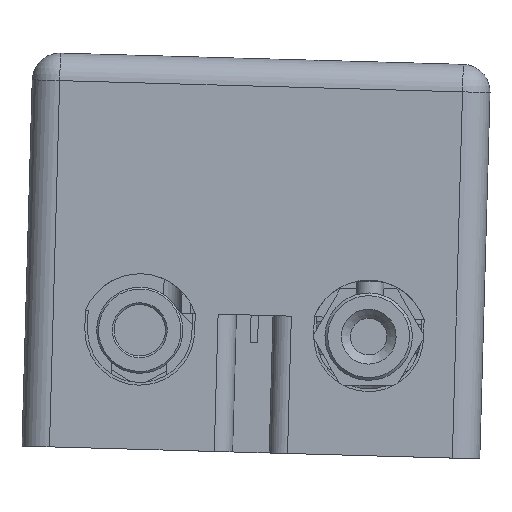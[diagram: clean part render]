
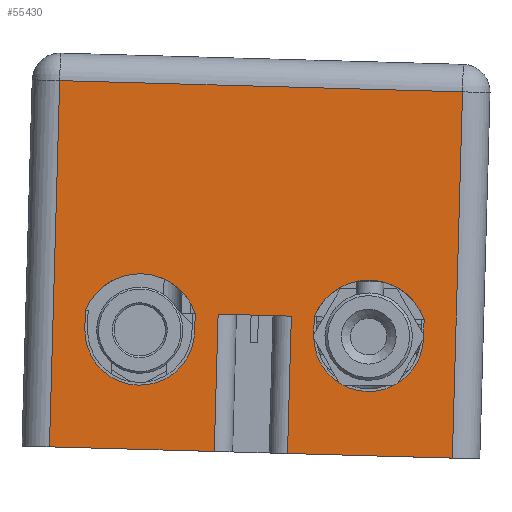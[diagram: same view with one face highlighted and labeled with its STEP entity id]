
A CAD part, front view. The second image highlights one B-rep face of the part: STEP entity #55430.
In plain terms, the highlighted planar face has unit normal (0, -1, 0).
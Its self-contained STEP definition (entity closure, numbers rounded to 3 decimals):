
#388=FACE_BOUND('',#20418,.T.);
#389=FACE_BOUND('',#20419,.T.);
#2363=LINE('',#80363,#7991);
#2486=LINE('',#80830,#8114);
#6994=LINE('',#99720,#12622);
#6997=LINE('',#99728,#12625);
#7000=LINE('',#99739,#12628);
#7002=LINE('',#99744,#12630);
#7004=LINE('',#99748,#12632);
#7005=LINE('',#99749,#12633);
#7006=LINE('',#99751,#12634);
#7007=LINE('',#99754,#12635);
#7008=LINE('',#99756,#12636);
#7009=LINE('',#99759,#12637);
#7991=VECTOR('',#61442,4.);
#8114=VECTOR('',#61823,22.);
#12622=VECTOR('',#73655,7.5);
#12625=VECTOR('',#73664,9.);
#12628=VECTOR('',#73673,9.);
#12630=VECTOR('',#73679,7.5);
#12632=VECTOR('',#73685,20.);
#12633=VECTOR('',#73686,20.);
#12634=VECTOR('',#73687,1.);
#12635=VECTOR('',#73690,1.);
#12636=VECTOR('',#73691,1.);
#12637=VECTOR('',#73694,1.);
#17292=FACE_OUTER_BOUND('',#20417,.T.);
#20417=EDGE_LOOP('',(#50489,#50490,#50491,#50492,#50493,#50494,#50495,#50496));
#20418=EDGE_LOOP('',(#50497,#50498,#50499,#50500));
#20419=EDGE_LOOP('',(#50501,#50502,#50503,#50504));
#20608=CIRCLE('',#55958,3.2);
#20611=CIRCLE('',#55972,3.2);
#22041=CIRCLE('',#59673,3.);
#22042=CIRCLE('',#59674,3.);
#23040=VERTEX_POINT('',#80357);
#23042=VERTEX_POINT('',#80361);
#23132=VERTEX_POINT('',#80709);
#23133=VERTEX_POINT('',#80711);
#23147=VERTEX_POINT('',#80755);
#23148=VERTEX_POINT('',#80757);
#23170=VERTEX_POINT('',#80822);
#23173=VERTEX_POINT('',#80829);
#27181=VERTEX_POINT('',#99719);
#27183=VERTEX_POINT('',#99727);
#27187=VERTEX_POINT('',#99736);
#27188=VERTEX_POINT('',#99738);
#27190=VERTEX_POINT('',#99750);
#27191=VERTEX_POINT('',#99752);
#27192=VERTEX_POINT('',#99755);
#27193=VERTEX_POINT('',#99757);
#28670=EDGE_CURVE('',#23042,#23040,#2363,.T.);
#28801=EDGE_CURVE('',#23133,#23132,#20608,.T.);
#28824=EDGE_CURVE('',#23148,#23147,#20611,.T.);
#28859=EDGE_CURVE('',#23170,#23173,#2486,.T.);
#34988=EDGE_CURVE('',#23040,#27181,#6994,.T.);
#34992=EDGE_CURVE('',#27181,#27183,#6997,.T.);
#34998=EDGE_CURVE('',#27187,#27188,#7000,.T.);
#35001=EDGE_CURVE('',#27188,#23042,#7002,.T.);
#35003=EDGE_CURVE('',#27187,#23173,#7004,.T.);
#35004=EDGE_CURVE('',#27183,#23170,#7005,.T.);
#35005=EDGE_CURVE('',#23132,#27190,#7006,.T.);
#35006=EDGE_CURVE('',#27190,#27191,#22041,.T.);
#35007=EDGE_CURVE('',#27191,#23133,#7007,.T.);
#35008=EDGE_CURVE('',#23147,#27192,#7008,.T.);
#35009=EDGE_CURVE('',#27192,#27193,#22042,.T.);
#35010=EDGE_CURVE('',#27193,#23148,#7009,.T.);
#50489=ORIENTED_EDGE('',*,*,#28670,.F.);
#50490=ORIENTED_EDGE('',*,*,#35001,.F.);
#50491=ORIENTED_EDGE('',*,*,#34998,.F.);
#50492=ORIENTED_EDGE('',*,*,#35003,.T.);
#50493=ORIENTED_EDGE('',*,*,#28859,.F.);
#50494=ORIENTED_EDGE('',*,*,#35004,.F.);
#50495=ORIENTED_EDGE('',*,*,#34992,.F.);
#50496=ORIENTED_EDGE('',*,*,#34988,.F.);
#50497=ORIENTED_EDGE('',*,*,#35005,.T.);
#50498=ORIENTED_EDGE('',*,*,#35006,.T.);
#50499=ORIENTED_EDGE('',*,*,#35007,.T.);
#50500=ORIENTED_EDGE('',*,*,#28801,.T.);
#50501=ORIENTED_EDGE('',*,*,#28824,.T.);
#50502=ORIENTED_EDGE('',*,*,#35008,.T.);
#50503=ORIENTED_EDGE('',*,*,#35009,.T.);
#50504=ORIENTED_EDGE('',*,*,#35010,.T.);
#52554=PLANE('',#59672);
#55430=ADVANCED_FACE('',(#17292,#388,#389),#52554,.T.);
#55958=AXIS2_PLACEMENT_3D('',#80712,#61702,#61703);
#55972=AXIS2_PLACEMENT_3D('',#80758,#61747,#61748);
#59672=AXIS2_PLACEMENT_3D('',#99747,#73683,#73684);
#59673=AXIS2_PLACEMENT_3D('',#99753,#73688,#73689);
#59674=AXIS2_PLACEMENT_3D('',#99758,#73692,#73693);
#61442=DIRECTION('',(-1.,0.,0.028));
#61702=DIRECTION('center_axis',(0.,1.,0.));
#61703=DIRECTION('ref_axis',(-0.927,0.,0.374));
#61747=DIRECTION('center_axis',(0.,1.,0.));
#61748=DIRECTION('ref_axis',(0.947,0.,0.322));
#61823=DIRECTION('',(1.,0.,-0.028));
#73655=DIRECTION('',(-0.028,0.,-1.));
#73664=DIRECTION('',(-1.,0.,0.028));
#73673=DIRECTION('',(-1.,0.,0.028));
#73679=DIRECTION('',(0.028,0.,1.));
#73683=DIRECTION('center_axis',(0.,-1.,0.));
#73684=DIRECTION('ref_axis',(-0.028,0.,-1.));
#73685=DIRECTION('',(0.028,0.,1.));
#73686=DIRECTION('',(0.028,0.,1.));
#73687=DIRECTION('',(-0.028,0.,-1.));
#73688=DIRECTION('center_axis',(0.,1.,0.));
#73689=DIRECTION('ref_axis',(-1.,0.,0.028));
#73690=DIRECTION('',(0.028,0.,1.));
#73691=DIRECTION('',(-0.028,0.,-1.));
#73692=DIRECTION('center_axis',(0.,1.,0.));
#73693=DIRECTION('ref_axis',(1.,0.,-0.028));
#73694=DIRECTION('',(0.028,0.,1.));
#80357=CARTESIAN_POINT('',(-11.481,-21.703,52.426));
#80361=CARTESIAN_POINT('',(-7.483,-21.703,52.315));
#80363=CARTESIAN_POINT('',(3.013,-21.703,52.021));
#80709=CARTESIAN_POINT('',(-12.731,-21.703,52.461));
#80711=CARTESIAN_POINT('',(-18.728,-21.703,52.629));
#80712=CARTESIAN_POINT('Origin',(-15.761,-21.703,51.432));
#80755=CARTESIAN_POINT('',(-0.235,-21.703,52.112));
#80757=CARTESIAN_POINT('',(-6.233,-21.703,52.28));
#80758=CARTESIAN_POINT('Origin',(-3.265,-21.703,51.083));
#80822=CARTESIAN_POINT('',(-20.129,-21.703,65.173));
#80829=CARTESIAN_POINT('',(1.863,-21.703,64.558));
#80830=CARTESIAN_POINT('',(-2.885,-21.703,64.691));
#99719=CARTESIAN_POINT('',(-11.69,-21.703,44.929));
#99720=CARTESIAN_POINT('',(-11.572,-21.703,49.178));
#99727=CARTESIAN_POINT('',(-20.687,-21.703,45.18));
#99728=CARTESIAN_POINT('',(1.304,-21.703,44.566));
#99736=CARTESIAN_POINT('',(1.304,-21.703,44.566));
#99738=CARTESIAN_POINT('',(-7.692,-21.703,44.817));
#99739=CARTESIAN_POINT('',(1.304,-21.703,44.566));
#99744=CARTESIAN_POINT('',(-7.573,-21.703,49.066));
#99747=CARTESIAN_POINT('Origin',(1.304,-21.703,44.566));
#99748=CARTESIAN_POINT('',(1.304,-21.703,44.566));
#99749=CARTESIAN_POINT('',(-20.687,-21.703,45.18));
#99750=CARTESIAN_POINT('',(-12.759,-21.703,51.462));
#99751=CARTESIAN_POINT('',(-12.849,-21.703,48.213));
#99752=CARTESIAN_POINT('',(-18.756,-21.703,51.629));
#99753=CARTESIAN_POINT('Origin',(-15.757,-21.703,51.545));
#99754=CARTESIAN_POINT('',(-18.819,-21.703,49.38));
#99755=CARTESIAN_POINT('',(-0.263,-21.703,51.113));
#99756=CARTESIAN_POINT('',(-0.326,-21.703,48.863));
#99757=CARTESIAN_POINT('',(-6.261,-21.703,51.28));
#99758=CARTESIAN_POINT('Origin',(-3.262,-21.703,51.196));
#99759=CARTESIAN_POINT('',(-6.352,-21.703,48.031));
